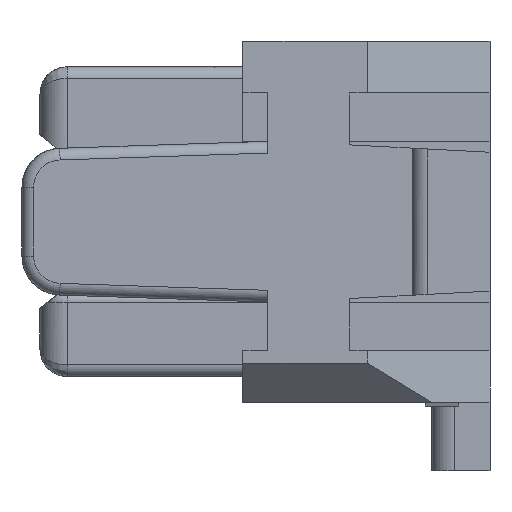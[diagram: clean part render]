
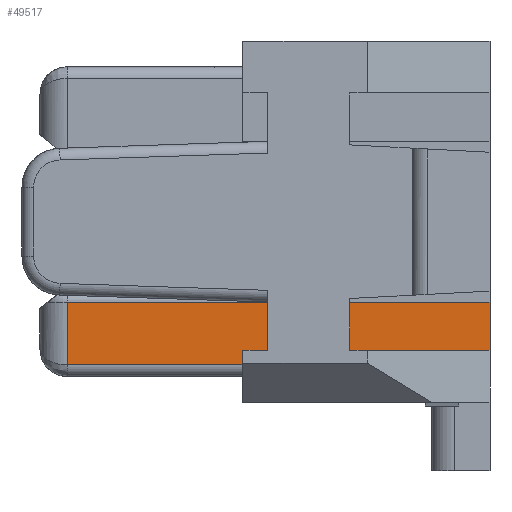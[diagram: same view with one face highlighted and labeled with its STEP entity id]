
A CAD part, front view. The second image highlights one B-rep face of the part: STEP entity #49517.
In plain terms, the highlighted planar face has unit normal (0, -1, 0).
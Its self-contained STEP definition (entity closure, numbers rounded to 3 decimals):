
#796 = LINE ( 'NONE', #23397, #23853 ) ;
#1190 = ORIENTED_EDGE ( 'NONE', *, *, #14202, .F. ) ;
#2910 = DIRECTION ( 'NONE',  ( 1., 0., 0. ) ) ;
#3896 = CARTESIAN_POINT ( 'NONE',  ( 0.35, -18.15, -1.835 ) ) ;
#4369 = VECTOR ( 'NONE', #38357, 1000. ) ;
#4385 = EDGE_LOOP ( 'NONE', ( #60737, #21840, #34725, #68870, #28745, #1190, #69667 ) ) ;
#6445 = EDGE_CURVE ( 'NONE', #15965, #41592, #13790, .T. ) ;
#8050 = CARTESIAN_POINT ( 'NONE',  ( 2.6, -18.15, -1.03 ) ) ;
#8907 = CARTESIAN_POINT ( 'NONE',  ( 0.35, -18.15, -1.835 ) ) ;
#9256 = PLANE ( 'NONE',  #26705 ) ;
#13094 = LINE ( 'NONE', #45139, #61073 ) ;
#13790 = LINE ( 'NONE', #64267, #38116 ) ;
#14202 = EDGE_CURVE ( 'NONE', #35379, #27427, #63777, .T. ) ;
#14956 = CARTESIAN_POINT ( 'NONE',  ( 0., -18.15, 0. ) ) ;
#15965 = VERTEX_POINT ( 'NONE', #63688 ) ;
#16158 = VECTOR ( 'NONE', #69297, 1000. ) ;
#20777 = VERTEX_POINT ( 'NONE', #8907 ) ;
#21840 = ORIENTED_EDGE ( 'NONE', *, *, #40779, .T. ) ;
#22812 = EDGE_CURVE ( 'NONE', #48371, #20777, #13094, .T. ) ;
#23397 = CARTESIAN_POINT ( 'NONE',  ( 2.6, -18.15, -1.835 ) ) ;
#23853 = VECTOR ( 'NONE', #62464, 1000. ) ;
#24898 = FACE_OUTER_BOUND ( 'NONE', #4385, .T. ) ;
#25269 = VECTOR ( 'NONE', #2910, 1000. ) ;
#25392 = LINE ( 'NONE', #3896, #25269 ) ;
#26027 = LINE ( 'NONE', #53563, #4369 ) ;
#26705 = AXIS2_PLACEMENT_3D ( 'NONE', #14956, #65008, #61285 ) ;
#27427 = VERTEX_POINT ( 'NONE', #57083 ) ;
#28745 = ORIENTED_EDGE ( 'NONE', *, *, #71725, .F. ) ;
#30761 = DIRECTION ( 'NONE',  ( 1., 0., 0. ) ) ;
#30843 = CARTESIAN_POINT ( 'NONE',  ( 2.6, -18.15, -1.03 ) ) ;
#34725 = ORIENTED_EDGE ( 'NONE', *, *, #69180, .T. ) ;
#34916 = VECTOR ( 'NONE', #52856, 1000. ) ;
#35379 = VERTEX_POINT ( 'NONE', #8050 ) ;
#38116 = VECTOR ( 'NONE', #30761, 1000. ) ;
#38357 = DIRECTION ( 'NONE',  ( 0., 0., -1. ) ) ;
#39217 = EDGE_CURVE ( 'NONE', #48371, #35379, #60384, .T. ) ;
#40595 = CARTESIAN_POINT ( 'NONE',  ( 5.77, -18.15, -1.65 ) ) ;
#40779 = EDGE_CURVE ( 'NONE', #20777, #46813, #25392, .T. ) ;
#41592 = VERTEX_POINT ( 'NONE', #40595 ) ;
#44880 = CARTESIAN_POINT ( 'NONE',  ( 2.6, -18.15, -1.835 ) ) ;
#45139 = CARTESIAN_POINT ( 'NONE',  ( 0.35, -18.15, -1.03 ) ) ;
#46813 = VERTEX_POINT ( 'NONE', #44880 ) ;
#48371 = VERTEX_POINT ( 'NONE', #50017 ) ;
#49517 = ADVANCED_FACE ( 'NONE', ( #24898 ), #9256, .F. ) ;
#50017 = CARTESIAN_POINT ( 'NONE',  ( 0.35, -18.15, -1.03 ) ) ;
#50651 = DIRECTION ( 'NONE',  ( 0., 0., -1. ) ) ;
#51384 = CARTESIAN_POINT ( 'NONE',  ( 0.35, -18.15, -1.03 ) ) ;
#52856 = DIRECTION ( 'NONE',  ( 1., 0., 0. ) ) ;
#53563 = CARTESIAN_POINT ( 'NONE',  ( 5.77, -18.15, -1.03 ) ) ;
#57083 = CARTESIAN_POINT ( 'NONE',  ( 5.77, -18.15, -1.03 ) ) ;
#60384 = LINE ( 'NONE', #51384, #34916 ) ;
#60737 = ORIENTED_EDGE ( 'NONE', *, *, #22812, .T. ) ;
#61073 = VECTOR ( 'NONE', #50651, 1000. ) ;
#61285 = DIRECTION ( 'NONE',  ( 1., 0., 0. ) ) ;
#62464 = DIRECTION ( 'NONE',  ( 0., 0., 1. ) ) ;
#63688 = CARTESIAN_POINT ( 'NONE',  ( 2.6, -18.15, -1.65 ) ) ;
#63777 = LINE ( 'NONE', #30843, #16158 ) ;
#64267 = CARTESIAN_POINT ( 'NONE',  ( 2.6, -18.15, -1.65 ) ) ;
#65008 = DIRECTION ( 'NONE',  ( 0., 1., 0. ) ) ;
#68870 = ORIENTED_EDGE ( 'NONE', *, *, #6445, .T. ) ;
#69180 = EDGE_CURVE ( 'NONE', #46813, #15965, #796, .T. ) ;
#69297 = DIRECTION ( 'NONE',  ( 1., 0., 0. ) ) ;
#69667 = ORIENTED_EDGE ( 'NONE', *, *, #39217, .F. ) ;
#71725 = EDGE_CURVE ( 'NONE', #27427, #41592, #26027, .T. ) ;
